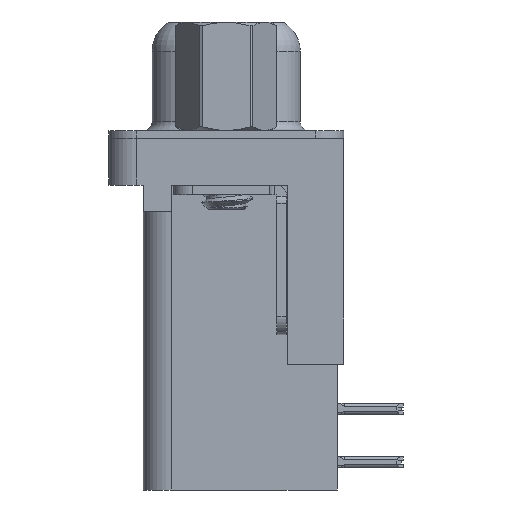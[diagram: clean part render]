
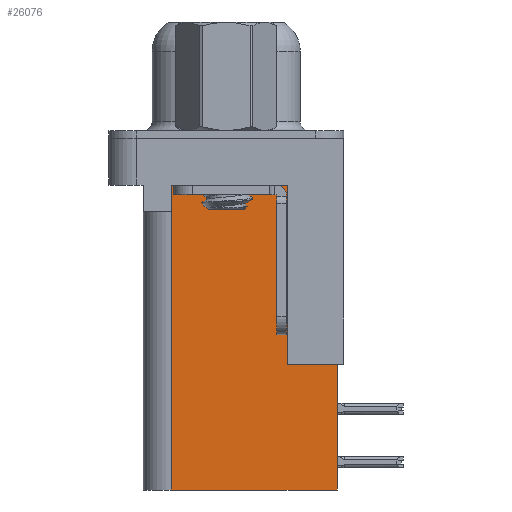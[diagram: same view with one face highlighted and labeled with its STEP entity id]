
A CAD part, left-side view. The second image highlights one B-rep face of the part: STEP entity #26076.
In plain terms, the highlighted planar face has unit normal (-1, 0, 0).
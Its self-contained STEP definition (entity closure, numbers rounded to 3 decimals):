
#138 = ORIENTED_EDGE ( 'NONE', *, *, #13196, .T. ) ;
#199 = VERTEX_POINT ( 'NONE', #24261 ) ;
#1292 = CARTESIAN_POINT ( 'NONE',  ( 3.79, 2.925, -18.76 ) ) ;
#1320 = CARTESIAN_POINT ( 'NONE',  ( 3.79, 2.925, -18.76 ) ) ;
#1847 = ORIENTED_EDGE ( 'NONE', *, *, #3529, .T. ) ;
#2523 = DIRECTION ( 'NONE',  ( 0., 1., 0. ) ) ;
#2912 = CARTESIAN_POINT ( 'NONE',  ( 3.79, -3.295, -2.5 ) ) ;
#3425 = CARTESIAN_POINT ( 'NONE',  ( 3.79, 2.925, -3.9 ) ) ;
#3492 = VECTOR ( 'NONE', #24029, 1000. ) ;
#3529 = EDGE_CURVE ( 'NONE', #5475, #21734, #3622, .T. ) ;
#3622 = LINE ( 'NONE', #24637, #4937 ) ;
#3741 = ORIENTED_EDGE ( 'NONE', *, *, #5179, .T. ) ;
#3970 = CARTESIAN_POINT ( 'NONE',  ( 3.79, -3.295, -2.5 ) ) ;
#4324 = LINE ( 'NONE', #4696, #19780 ) ;
#4546 = LINE ( 'NONE', #18087, #19349 ) ;
#4696 = CARTESIAN_POINT ( 'NONE',  ( 3.79, -3.295, -18.76 ) ) ;
#4888 = CARTESIAN_POINT ( 'NONE',  ( 3.79, -3.295, -18.76 ) ) ;
#4937 = VECTOR ( 'NONE', #20355, 1000. ) ;
#5179 = EDGE_CURVE ( 'NONE', #24487, #5569, #20402, .T. ) ;
#5315 = FACE_OUTER_BOUND ( 'NONE', #13001, .T. ) ;
#5475 = VERTEX_POINT ( 'NONE', #24895 ) ;
#5569 = VERTEX_POINT ( 'NONE', #19029 ) ;
#6538 = ORIENTED_EDGE ( 'NONE', *, *, #23553, .F. ) ;
#6755 = EDGE_CURVE ( 'NONE', #22739, #199, #4546, .T. ) ;
#6846 = LINE ( 'NONE', #14521, #16743 ) ;
#7579 = DIRECTION ( 'NONE',  ( 0., 0., -1. ) ) ;
#7767 = ORIENTED_EDGE ( 'NONE', *, *, #6755, .F. ) ;
#9122 = DIRECTION ( 'NONE',  ( 1., 0., 0. ) ) ;
#11271 = VECTOR ( 'NONE', #13976, 1000. ) ;
#12119 = EDGE_CURVE ( 'NONE', #199, #14210, #4324, .T. ) ;
#13001 = EDGE_LOOP ( 'NONE', ( #3741, #26512, #1847, #6538, #17302, #7767, #17538, #138 ) ) ;
#13196 = EDGE_CURVE ( 'NONE', #26289, #24487, #6846, .T. ) ;
#13976 = DIRECTION ( 'NONE',  ( 0., 0., 1. ) ) ;
#14210 = VERTEX_POINT ( 'NONE', #1320 ) ;
#14521 = CARTESIAN_POINT ( 'NONE',  ( 3.79, -3.295, -18.76 ) ) ;
#14688 = LINE ( 'NONE', #21801, #3492 ) ;
#15553 = LINE ( 'NONE', #20132, #20527 ) ;
#16610 = DIRECTION ( 'NONE',  ( 0., 0., 1. ) ) ;
#16743 = VECTOR ( 'NONE', #16610, 1000. ) ;
#16842 = LINE ( 'NONE', #1292, #11271 ) ;
#17302 = ORIENTED_EDGE ( 'NONE', *, *, #12119, .F. ) ;
#17538 = ORIENTED_EDGE ( 'NONE', *, *, #18963, .T. ) ;
#18087 = CARTESIAN_POINT ( 'NONE',  ( 3.79, -5.925, -2. ) ) ;
#18307 = AXIS2_PLACEMENT_3D ( 'NONE', #4888, #9122, #23913 ) ;
#18963 = EDGE_CURVE ( 'NONE', #22739, #26289, #15553, .T. ) ;
#19029 = CARTESIAN_POINT ( 'NONE',  ( 3.79, 2.895, -2.5 ) ) ;
#19349 = VECTOR ( 'NONE', #7579, 1000. ) ;
#19776 = DIRECTION ( 'NONE',  ( 0., 1., 0. ) ) ;
#19780 = VECTOR ( 'NONE', #2523, 1000. ) ;
#19866 = EDGE_CURVE ( 'NONE', #5569, #5475, #14688, .T. ) ;
#20041 = DIRECTION ( 'NONE',  ( 0., 1., 0. ) ) ;
#20132 = CARTESIAN_POINT ( 'NONE',  ( 3.79, -6.295, -12.05 ) ) ;
#20355 = DIRECTION ( 'NONE',  ( 0., 1., 0. ) ) ;
#20402 = LINE ( 'NONE', #2912, #26058 ) ;
#20527 = VECTOR ( 'NONE', #20041, 1000. ) ;
#21734 = VERTEX_POINT ( 'NONE', #3425 ) ;
#21769 = PLANE ( 'NONE',  #18307 ) ;
#21801 = CARTESIAN_POINT ( 'NONE',  ( 3.79, 2.895, -3.9 ) ) ;
#22739 = VERTEX_POINT ( 'NONE', #27100 ) ;
#23553 = EDGE_CURVE ( 'NONE', #14210, #21734, #16842, .T. ) ;
#23913 = DIRECTION ( 'NONE',  ( 0., 1., 0. ) ) ;
#24029 = DIRECTION ( 'NONE',  ( 0., 0., -1. ) ) ;
#24261 = CARTESIAN_POINT ( 'NONE',  ( 3.79, -5.925, -18.76 ) ) ;
#24487 = VERTEX_POINT ( 'NONE', #3970 ) ;
#24637 = CARTESIAN_POINT ( 'NONE',  ( 3.79, 0., -3.9 ) ) ;
#24895 = CARTESIAN_POINT ( 'NONE',  ( 3.79, 2.895, -3.9 ) ) ;
#26058 = VECTOR ( 'NONE', #19776, 1000. ) ;
#26076 = ADVANCED_FACE ( 'NONE', ( #5315 ), #21769, .F. ) ;
#26289 = VERTEX_POINT ( 'NONE', #26766 ) ;
#26512 = ORIENTED_EDGE ( 'NONE', *, *, #19866, .T. ) ;
#26766 = CARTESIAN_POINT ( 'NONE',  ( 3.79, -3.295, -12.05 ) ) ;
#27100 = CARTESIAN_POINT ( 'NONE',  ( 3.79, -5.925, -12.05 ) ) ;
